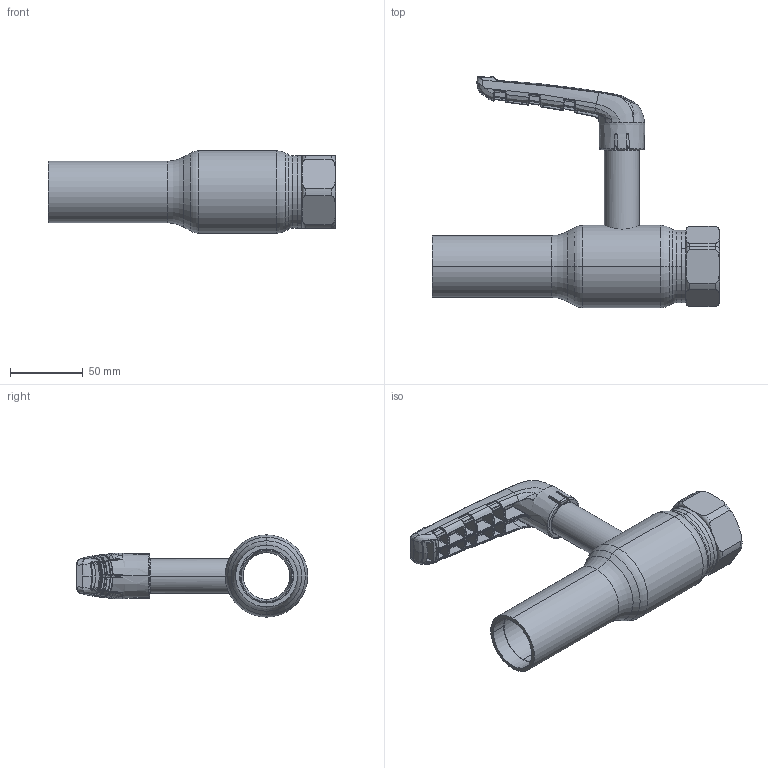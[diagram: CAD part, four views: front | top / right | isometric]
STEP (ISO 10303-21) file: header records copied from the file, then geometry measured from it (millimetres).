
FILE_DESCRIPTION (( 'STEP AP214' ), '1' );
FILE_NAME ('1032003601-2101.STEP', '2020-05-05T11:19:09', ( '' ), ( '' ), 'SwSTEP 2.0', 'SolidWorks 2019', '' );
FILE_SCHEMA (( 'AUTOMOTIVE_DESIGN' ));
Length unit declared in the file: millimetre
Products named in the file (20): 9032180001; 9032520000_9032520000-Red; 9032003609_007 Finished - OPEN; 92A5014; 9032140000; 9032170000; 9032500002_9032500002-Black; 9032013601_005 Endfinishing; 9032090000_Uden snap; 9032050001_Uden snap; 1032003601-2_002 Finished - OPEN; 9032020000-1; 9032000107_Open; 9032000101_Inserted; 9032520001; 1032003601-2101; 9032130000_20) Pipe assembly; 1032003601_002 Finished - OPEN; 9032410000
Assembly tree (24 placements, depth 6):
  1032003601-2101
    1032003601-2_002 Finished - OPEN
      1032003601_002 Finished - OPEN
        9032003609_007 Finished - OPEN
          9032013601_005 Endfinishing
          9032000107_Open
            9032090000_Uden snap
            92A5014  x2
            9032170000
            9032180001  x3
            9032050001_Uden snap
          9032020000-1
          9032000101_Inserted
            9032130000_20) Pipe assembly
            9032140000
          9032000101_Inserted
            9032130000_20) Pipe assembly
            9032140000
        9032410000
    9032500002_9032500002-Black
    9032520001
      9032520000_9032520000-Red
Bounding box: 197 x 158.81 x 56.5 mm (x, y, z)
Volume: 195390 mm3; surface area: 139924.7 mm2
Topology: 18 solids, 18 shells, 1907 faces, 4611 edges, 2729 vertices
Faces by surface type: bspline 1016, plane 339, cylinder 262, cone 117, torus 104, sphere 69
Entity records: 93659 total; most frequent: CARTESIAN_POINT 58398, ORIENTED_EDGE 8770, DIRECTION 4833, EDGE_CURVE 4385, VERTEX_POINT 2607, B_SPLINE_CURVE_WITH_KNOTS 2349, AXIS2_PLACEMENT_3D 1998, EDGE_LOOP 1880
